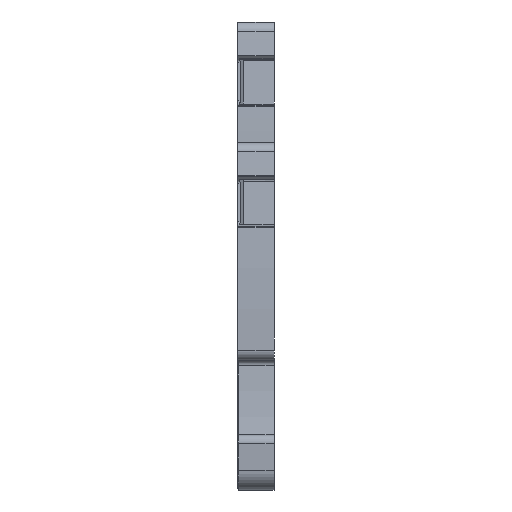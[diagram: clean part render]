
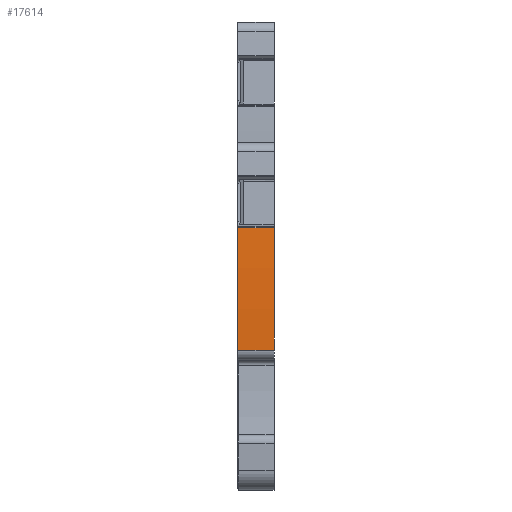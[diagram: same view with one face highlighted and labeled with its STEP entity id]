
A CAD part, front view. The second image highlights one B-rep face of the part: STEP entity #17614.
In plain terms, the highlighted cylindrical face has radius 122.2 mm (diameter 244.4 mm), a partial arc.
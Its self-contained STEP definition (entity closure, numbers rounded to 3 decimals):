
#2656=AXIS2_PLACEMENT_3D('Circle Axis2P3D',#2654,#2655,$) ;
#5286=AXIS2_PLACEMENT_3D('Circle Axis2P3D',#5284,#5285,$) ;
#17601=AXIS2_PLACEMENT_3D('Cylinder Axis2P3D',#17598,#17599,#17600) ;
#2651=CARTESIAN_POINT('Vertex',(3.5,1.748,25.212)) ;
#2654=CARTESIAN_POINT('Axis2P3D Location',(3.5,123.675,17.05)) ;
#2658=CARTESIAN_POINT('Vertex',(3.5,1.529,13.42)) ;
#5281=CARTESIAN_POINT('Vertex',(0.,1.529,13.42)) ;
#5284=CARTESIAN_POINT('Axis2P3D Location',(0.,123.675,17.05)) ;
#5288=CARTESIAN_POINT('Vertex',(0.,1.748,25.212)) ;
#17580=CARTESIAN_POINT('Line Origine',(1.75,1.748,25.212)) ;
#17598=CARTESIAN_POINT('Axis2P3D Location',(1.75,123.675,17.05)) ;
#17603=CARTESIAN_POINT('Line Origine',(1.75,1.529,13.42)) ;
#2655=DIRECTION('Axis2P3D Direction',(1.,0.,0.)) ;
#5285=DIRECTION('Axis2P3D Direction',(1.,0.,0.)) ;
#17581=DIRECTION('Vector Direction',(1.,0.,0.)) ;
#17599=DIRECTION('Axis2P3D Direction',(1.,0.,0.)) ;
#17600=DIRECTION('Axis2P3D XDirection',(0.,-0.998,0.067)) ;
#17604=DIRECTION('Vector Direction',(1.,0.,0.)) ;
#17582=VECTOR('Line Direction',#17581,1.) ;
#17605=VECTOR('Line Direction',#17604,1.) ;
#17609=ORIENTED_EDGE('',*,*,#5290,.T.) ;
#17610=ORIENTED_EDGE('',*,*,#17607,.F.) ;
#17611=ORIENTED_EDGE('',*,*,#2660,.F.) ;
#17612=ORIENTED_EDGE('',*,*,#17584,.T.) ;
#17614=ADVANCED_FACE('V1',(#17613),#17602,.T.) ;
#2657=CIRCLE('generated circle',#2656,122.2) ;
#5287=CIRCLE('generated circle',#5286,122.2) ;
#17602=CYLINDRICAL_SURFACE('generated cylinder',#17601,122.2) ;
#2660=EDGE_CURVE('',#2652,#2659,#2657,.T.) ;
#5290=EDGE_CURVE('',#5289,#5282,#5287,.T.) ;
#17584=EDGE_CURVE('',#2652,#5289,#17583,.F.) ;
#17607=EDGE_CURVE('',#2659,#5282,#17606,.F.) ;
#17608=EDGE_LOOP('',(#17609,#17610,#17611,#17612)) ;
#17613=FACE_OUTER_BOUND('',#17608,.T.) ;
#17583=LINE('Line',#17580,#17582) ;
#17606=LINE('Line',#17603,#17605) ;
#2652=VERTEX_POINT('',#2651) ;
#2659=VERTEX_POINT('',#2658) ;
#5282=VERTEX_POINT('',#5281) ;
#5289=VERTEX_POINT('',#5288) ;
